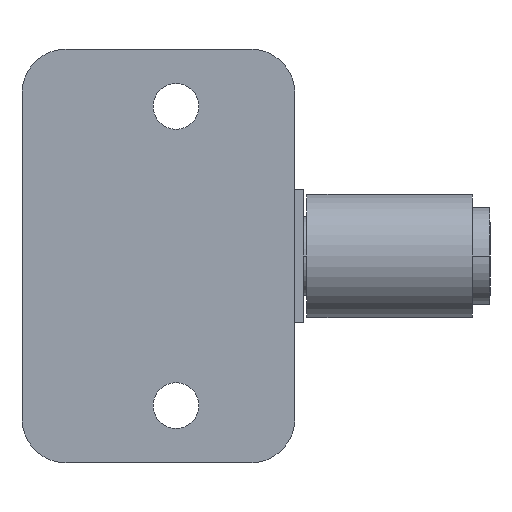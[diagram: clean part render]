
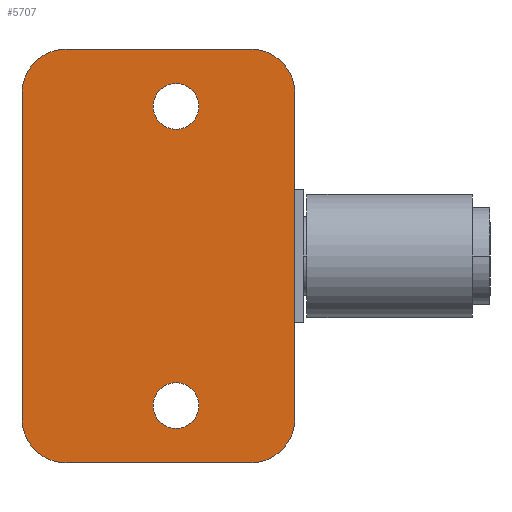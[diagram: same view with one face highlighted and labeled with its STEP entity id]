
A CAD part, left-side view. The second image highlights one B-rep face of the part: STEP entity #5707.
In plain terms, the highlighted planar face has unit normal (-1, 0, 0).
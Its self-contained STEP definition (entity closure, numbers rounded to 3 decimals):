
#28 = CARTESIAN_POINT ( 'NONE',  ( 0., 13.5, 14.4 ) ) ;
#114 = EDGE_CURVE ( 'NONE', #884, #2391, #1111, .T. ) ;
#136 = ORIENTED_EDGE ( 'NONE', *, *, #4317, .F. ) ;
#154 = DIRECTION ( 'NONE',  ( 1., 0., 0. ) ) ;
#169 = DIRECTION ( 'NONE',  ( 0., 0., -1. ) ) ;
#206 = CARTESIAN_POINT ( 'NONE',  ( 0., 0., 0. ) ) ;
#233 = CARTESIAN_POINT ( 'NONE',  ( 0., 0., 18.5 ) ) ;
#277 = EDGE_LOOP ( 'NONE', ( #5641, #5568 ) ) ;
#291 = LINE ( 'NONE', #301, #2331 ) ;
#301 = CARTESIAN_POINT ( 'NONE',  ( 0., 0., 23.5 ) ) ;
#328 = ORIENTED_EDGE ( 'NONE', *, *, #4953, .T. ) ;
#386 = DIRECTION ( 'NONE',  ( -1., 0., 0. ) ) ;
#401 = CARTESIAN_POINT ( 'NONE',  ( 0., 0., 23.5 ) ) ;
#429 = FACE_BOUND ( 'NONE', #1345, .T. ) ;
#585 = CARTESIAN_POINT ( 'NONE',  ( 0., 26., -18.5 ) ) ;
#607 = ORIENTED_EDGE ( 'NONE', *, *, #1906, .F. ) ;
#642 = CARTESIAN_POINT ( 'NONE',  ( 0., 5., 23.5 ) ) ;
#707 = EDGE_CURVE ( 'NONE', #2227, #4635, #3716, .T. ) ;
#767 = FACE_BOUND ( 'NONE', #277, .T. ) ;
#794 = EDGE_CURVE ( 'NONE', #2221, #5491, #1809, .T. ) ;
#884 = VERTEX_POINT ( 'NONE', #233 ) ;
#890 = ORIENTED_EDGE ( 'NONE', *, *, #114, .T. ) ;
#941 = AXIS2_PLACEMENT_3D ( 'NONE', #206, #3349, #3801 ) ;
#945 = VERTEX_POINT ( 'NONE', #2112 ) ;
#989 = DIRECTION ( 'NONE',  ( -1., 0., 0. ) ) ;
#994 = EDGE_CURVE ( 'NONE', #4603, #2960, #4131, .T. ) ;
#1040 = AXIS2_PLACEMENT_3D ( 'NONE', #585, #5082, #3752 ) ;
#1077 = DIRECTION ( 'NONE',  ( 0., 0., -1. ) ) ;
#1111 = CIRCLE ( 'NONE', #2037, 5. ) ;
#1149 = CARTESIAN_POINT ( 'NONE',  ( 0., 0., -18.5 ) ) ;
#1154 = CARTESIAN_POINT ( 'NONE',  ( 0., 31., 23.5 ) ) ;
#1194 = DIRECTION ( 'NONE',  ( 0., -1., 0. ) ) ;
#1244 = AXIS2_PLACEMENT_3D ( 'NONE', #2403, #1991, #169 ) ;
#1277 = AXIS2_PLACEMENT_3D ( 'NONE', #4670, #4647, #1959 ) ;
#1313 = DIRECTION ( 'NONE',  ( 0., 0., -1. ) ) ;
#1345 = EDGE_LOOP ( 'NONE', ( #328, #3689 ) ) ;
#1482 = LINE ( 'NONE', #401, #5300 ) ;
#1701 = CIRCLE ( 'NONE', #5177, 2.6 ) ;
#1759 = CARTESIAN_POINT ( 'NONE',  ( 0., 31., -18.5 ) ) ;
#1809 = CIRCLE ( 'NONE', #1877, 2.6 ) ;
#1824 = EDGE_CURVE ( 'NONE', #4934, #5124, #3769, .T. ) ;
#1877 = AXIS2_PLACEMENT_3D ( 'NONE', #5638, #4746, #5168 ) ;
#1906 = EDGE_CURVE ( 'NONE', #945, #4635, #3423, .T. ) ;
#1918 = DIRECTION ( 'NONE',  ( 0., 0., 1. ) ) ;
#1959 = DIRECTION ( 'NONE',  ( 0., 0., -1. ) ) ;
#1991 = DIRECTION ( 'NONE',  ( 1., 0., 0. ) ) ;
#2037 = AXIS2_PLACEMENT_3D ( 'NONE', #4149, #989, #1918 ) ;
#2112 = CARTESIAN_POINT ( 'NONE',  ( 0., 5., -23.5 ) ) ;
#2215 = VECTOR ( 'NONE', #4788, 1000. ) ;
#2221 = VERTEX_POINT ( 'NONE', #28 ) ;
#2227 = VERTEX_POINT ( 'NONE', #1759 ) ;
#2331 = VECTOR ( 'NONE', #1194, 1000. ) ;
#2391 = VERTEX_POINT ( 'NONE', #642 ) ;
#2403 = CARTESIAN_POINT ( 'NONE',  ( 0., 13.5, 17. ) ) ;
#2464 = LINE ( 'NONE', #1154, #5633 ) ;
#2488 = CARTESIAN_POINT ( 'NONE',  ( 0., 0., -23.5 ) ) ;
#2502 = CARTESIAN_POINT ( 'NONE',  ( 0., 13.5, -19.6 ) ) ;
#2625 = CARTESIAN_POINT ( 'NONE',  ( 0., 26., -23.5 ) ) ;
#2660 = CARTESIAN_POINT ( 'NONE',  ( 0., 5., -18.5 ) ) ;
#2695 = CARTESIAN_POINT ( 'NONE',  ( 0., 26., 23.5 ) ) ;
#2855 = PLANE ( 'NONE',  #941 ) ;
#2960 = VERTEX_POINT ( 'NONE', #5390 ) ;
#2968 = DIRECTION ( 'NONE',  ( 0., 0., 1. ) ) ;
#2976 = AXIS2_PLACEMENT_3D ( 'NONE', #5431, #4586, #4099 ) ;
#3013 = ORIENTED_EDGE ( 'NONE', *, *, #994, .T. ) ;
#3031 = ORIENTED_EDGE ( 'NONE', *, *, #4568, .F. ) ;
#3238 = EDGE_CURVE ( 'NONE', #945, #3831, #4002, .T. ) ;
#3268 = CARTESIAN_POINT ( 'NONE',  ( 0., 13.5, 19.6 ) ) ;
#3349 = DIRECTION ( 'NONE',  ( -1., 0., 0. ) ) ;
#3423 = LINE ( 'NONE', #2488, #2215 ) ;
#3689 = ORIENTED_EDGE ( 'NONE', *, *, #1824, .T. ) ;
#3716 = CIRCLE ( 'NONE', #1040, 5. ) ;
#3752 = DIRECTION ( 'NONE',  ( 0., 0., 1. ) ) ;
#3769 = CIRCLE ( 'NONE', #1277, 2.6 ) ;
#3801 = DIRECTION ( 'NONE',  ( 0., 0., 1. ) ) ;
#3831 = VERTEX_POINT ( 'NONE', #1149 ) ;
#3872 = EDGE_LOOP ( 'NONE', ( #607, #4075, #3031, #890, #136, #3013, #4764, #5391 ) ) ;
#3943 = AXIS2_PLACEMENT_3D ( 'NONE', #2660, #386, #5355 ) ;
#4002 = CIRCLE ( 'NONE', #3943, 5. ) ;
#4075 = ORIENTED_EDGE ( 'NONE', *, *, #3238, .T. ) ;
#4099 = DIRECTION ( 'NONE',  ( 0., 0., 1. ) ) ;
#4131 = CIRCLE ( 'NONE', #2976, 5. ) ;
#4149 = CARTESIAN_POINT ( 'NONE',  ( 0., 5., 18.5 ) ) ;
#4317 = EDGE_CURVE ( 'NONE', #4603, #2391, #291, .T. ) ;
#4568 = EDGE_CURVE ( 'NONE', #884, #3831, #1482, .T. ) ;
#4586 = DIRECTION ( 'NONE',  ( -1., 0., 0. ) ) ;
#4603 = VERTEX_POINT ( 'NONE', #2695 ) ;
#4635 = VERTEX_POINT ( 'NONE', #2625 ) ;
#4647 = DIRECTION ( 'NONE',  ( 1., 0., 0. ) ) ;
#4670 = CARTESIAN_POINT ( 'NONE',  ( 0., 13.5, -17. ) ) ;
#4734 = CIRCLE ( 'NONE', #1244, 2.6 ) ;
#4746 = DIRECTION ( 'NONE',  ( 1., 0., 0. ) ) ;
#4764 = ORIENTED_EDGE ( 'NONE', *, *, #5157, .F. ) ;
#4788 = DIRECTION ( 'NONE',  ( 0., 1., 0. ) ) ;
#4934 = VERTEX_POINT ( 'NONE', #5136 ) ;
#4953 = EDGE_CURVE ( 'NONE', #5124, #4934, #1701, .T. ) ;
#4997 = EDGE_CURVE ( 'NONE', #5491, #2221, #4734, .T. ) ;
#5082 = DIRECTION ( 'NONE',  ( -1., 0., 0. ) ) ;
#5124 = VERTEX_POINT ( 'NONE', #2502 ) ;
#5136 = CARTESIAN_POINT ( 'NONE',  ( 0., 13.5, -14.4 ) ) ;
#5157 = EDGE_CURVE ( 'NONE', #2227, #2960, #2464, .T. ) ;
#5168 = DIRECTION ( 'NONE',  ( 0., 0., -1. ) ) ;
#5177 = AXIS2_PLACEMENT_3D ( 'NONE', #5579, #154, #1077 ) ;
#5300 = VECTOR ( 'NONE', #1313, 1000. ) ;
#5355 = DIRECTION ( 'NONE',  ( 0., 0., 1. ) ) ;
#5390 = CARTESIAN_POINT ( 'NONE',  ( 0., 31., 18.5 ) ) ;
#5391 = ORIENTED_EDGE ( 'NONE', *, *, #707, .T. ) ;
#5427 = FACE_OUTER_BOUND ( 'NONE', #3872, .T. ) ;
#5431 = CARTESIAN_POINT ( 'NONE',  ( 0., 26., 18.5 ) ) ;
#5491 = VERTEX_POINT ( 'NONE', #3268 ) ;
#5568 = ORIENTED_EDGE ( 'NONE', *, *, #4997, .T. ) ;
#5579 = CARTESIAN_POINT ( 'NONE',  ( 0., 13.5, -17. ) ) ;
#5633 = VECTOR ( 'NONE', #2968, 1000. ) ;
#5638 = CARTESIAN_POINT ( 'NONE',  ( 0., 13.5, 17. ) ) ;
#5641 = ORIENTED_EDGE ( 'NONE', *, *, #794, .T. ) ;
#5707 = ADVANCED_FACE ( 'NONE', ( #429, #767, #5427 ), #2855, .T. ) ;
